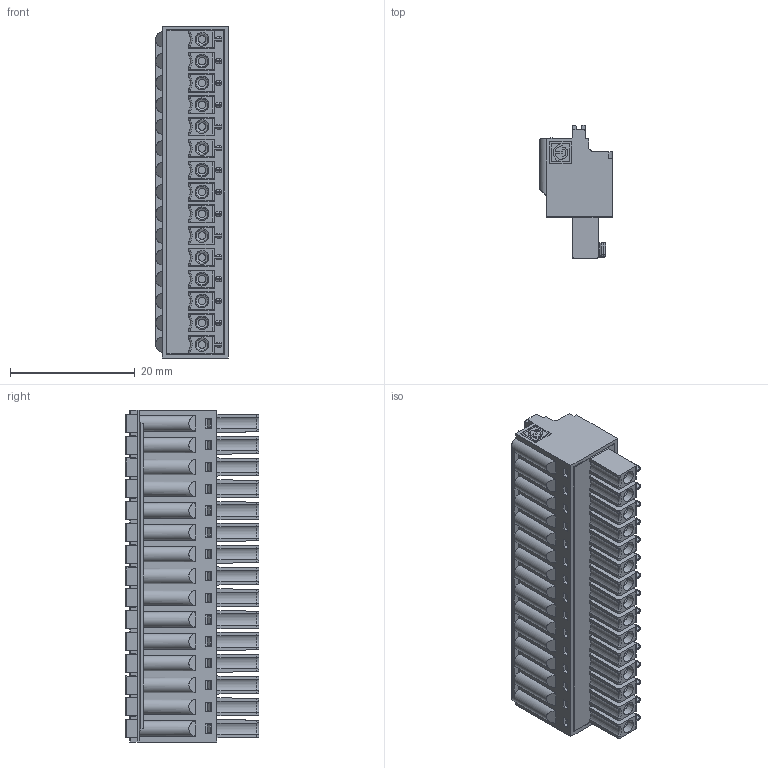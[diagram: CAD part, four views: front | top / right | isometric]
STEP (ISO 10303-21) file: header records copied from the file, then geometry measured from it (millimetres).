
FILE_DESCRIPTION(('STEP AP214'),'1');
FILE_NAME('SHM15-3,5-F.stp','2025-07-01T08:48:45',(' '),(' '),'Spatial InterOp 3D',' ',' ');
FILE_SCHEMA(('AUTOMOTIVE_DESIGN { 1 0 10303 214 1 1 1 1 }'));
Length unit declared in the file: metre
Products named in the file (1): 1751321676
Bounding box: 11.7 x 21.4 x 53.3 mm (x, y, z)
Volume: 7863.2 mm3; surface area: 5928.9 mm2
Topology: 1 solids, 1 shells, 1540 faces, 4224 edges, 2748 vertices
Faces by surface type: plane 1082, cylinder 367, cone 45, sphere 30, torus 15, extrusion 1
Full cylindrical faces by diameter (mm): 1.2 x15, 3.078 x15
Entity records: 71168 total; most frequent: CARTESIAN_POINT 11614, ORIENTED_EDGE 8118, DIRECTION 7486, EDGE_CURVE 4059, STYLED_ITEM 3344, PRESENTATION_STYLE_ASSIGNMENT 3344, COLOUR_RGB 3344, VECTOR 3084
